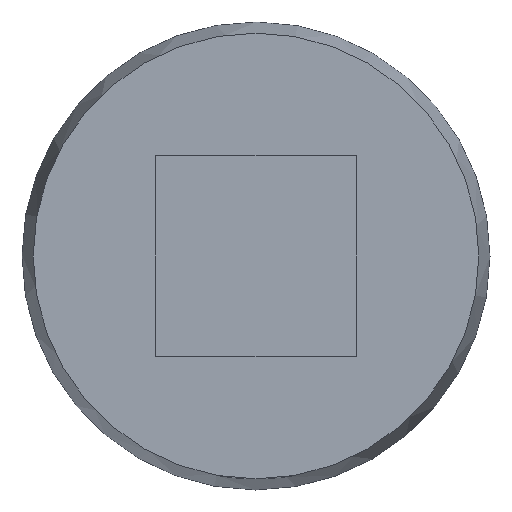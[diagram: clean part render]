
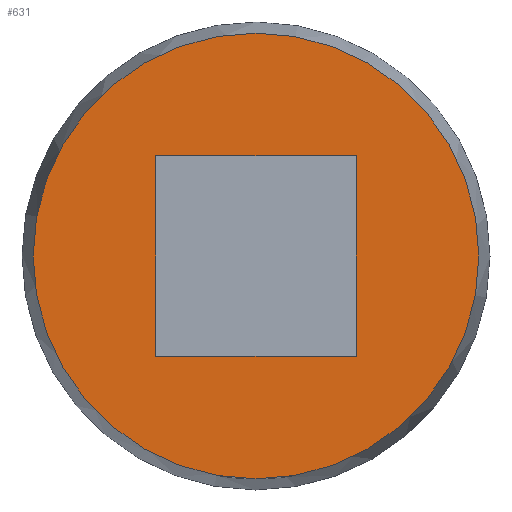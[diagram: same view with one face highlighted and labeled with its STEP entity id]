
A CAD part, front view. The second image highlights one B-rep face of the part: STEP entity #631.
In plain terms, the highlighted planar face has unit normal (0, -1, 0).
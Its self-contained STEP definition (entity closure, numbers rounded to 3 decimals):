
#22 = CARTESIAN_POINT ( 'NONE',  ( 4.5, 44., -45. ) ) ;
#35 = CARTESIAN_POINT ( 'NONE',  ( 0., 44., -40.5 ) ) ;
#55 = VECTOR ( 'NONE', #289, 1000. ) ;
#56 = VERTEX_POINT ( 'NONE', #22 ) ;
#80 = VECTOR ( 'NONE', #513, 1000. ) ;
#92 = CARTESIAN_POINT ( 'NONE',  ( -4.5, 44., -36. ) ) ;
#105 = FACE_OUTER_BOUND ( 'NONE', #195, .T. ) ;
#113 = CIRCLE ( 'NONE', #504, 10. ) ;
#158 = ORIENTED_EDGE ( 'NONE', *, *, #193, .F. ) ;
#159 = DIRECTION ( 'NONE',  ( 0., 0., -1. ) ) ;
#163 = EDGE_CURVE ( 'NONE', #489, #489, #113, .T. ) ;
#165 = CARTESIAN_POINT ( 'NONE',  ( 0., 44., -40.5 ) ) ;
#168 = CARTESIAN_POINT ( 'NONE',  ( 0., 44., -50.5 ) ) ;
#172 = ORIENTED_EDGE ( 'NONE', *, *, #692, .F. ) ;
#185 = VERTEX_POINT ( 'NONE', #564 ) ;
#193 = EDGE_CURVE ( 'NONE', #185, #356, #514, .T. ) ;
#195 = EDGE_LOOP ( 'NONE', ( #634 ) ) ;
#197 = DIRECTION ( 'NONE',  ( 0., -1., 0. ) ) ;
#240 = VECTOR ( 'NONE', #479, 1000. ) ;
#242 = LINE ( 'NONE', #520, #80 ) ;
#245 = DIRECTION ( 'NONE',  ( 0., 0., -1. ) ) ;
#289 = DIRECTION ( 'NONE',  ( -1., 0., 0. ) ) ;
#292 = CARTESIAN_POINT ( 'NONE',  ( -4.5, 44., -45. ) ) ;
#314 = VECTOR ( 'NONE', #693, 1000. ) ;
#317 = EDGE_CURVE ( 'NONE', #56, #500, #421, .T. ) ;
#318 = PLANE ( 'NONE',  #447 ) ;
#356 = VERTEX_POINT ( 'NONE', #292 ) ;
#367 = FACE_BOUND ( 'NONE', #579, .T. ) ;
#384 = EDGE_CURVE ( 'NONE', #356, #56, #242, .T. ) ;
#421 = LINE ( 'NONE', #701, #240 ) ;
#442 = CARTESIAN_POINT ( 'NONE',  ( 4.5, 44., -36. ) ) ;
#447 = AXIS2_PLACEMENT_3D ( 'NONE', #165, #642, #159 ) ;
#479 = DIRECTION ( 'NONE',  ( 0., 0., 1. ) ) ;
#489 = VERTEX_POINT ( 'NONE', #168 ) ;
#500 = VERTEX_POINT ( 'NONE', #615 ) ;
#501 = LINE ( 'NONE', #442, #55 ) ;
#504 = AXIS2_PLACEMENT_3D ( 'NONE', #35, #197, #245 ) ;
#513 = DIRECTION ( 'NONE',  ( 1., 0., 0. ) ) ;
#514 = LINE ( 'NONE', #92, #314 ) ;
#520 = CARTESIAN_POINT ( 'NONE',  ( 4.5, 44., -45. ) ) ;
#564 = CARTESIAN_POINT ( 'NONE',  ( -4.5, 44., -36. ) ) ;
#579 = EDGE_LOOP ( 'NONE', ( #602, #639, #158, #172 ) ) ;
#602 = ORIENTED_EDGE ( 'NONE', *, *, #317, .F. ) ;
#615 = CARTESIAN_POINT ( 'NONE',  ( 4.5, 44., -36. ) ) ;
#631 = ADVANCED_FACE ( 'NONE', ( #367, #105 ), #318, .T. ) ;
#634 = ORIENTED_EDGE ( 'NONE', *, *, #163, .T. ) ;
#639 = ORIENTED_EDGE ( 'NONE', *, *, #384, .F. ) ;
#642 = DIRECTION ( 'NONE',  ( 0., -1., 0. ) ) ;
#692 = EDGE_CURVE ( 'NONE', #500, #185, #501, .T. ) ;
#693 = DIRECTION ( 'NONE',  ( 0., 0., -1. ) ) ;
#701 = CARTESIAN_POINT ( 'NONE',  ( 4.5, 44., -36. ) ) ;
